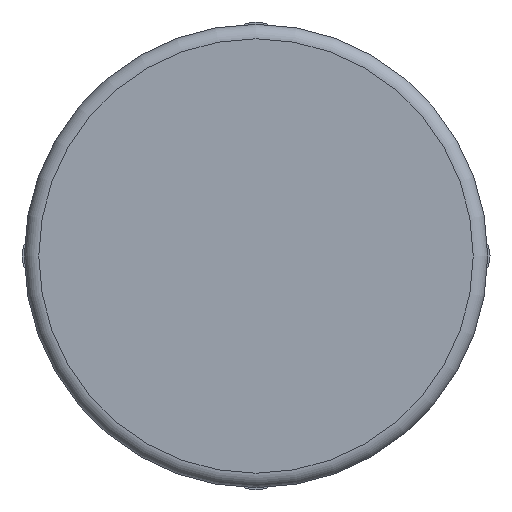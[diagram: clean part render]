
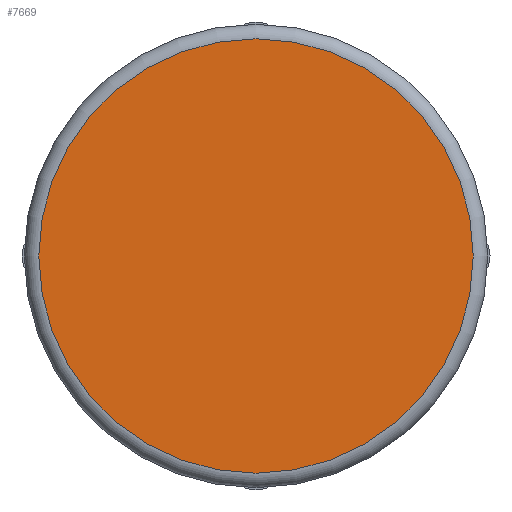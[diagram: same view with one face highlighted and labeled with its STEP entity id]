
A CAD part, left-side view. The second image highlights one B-rep face of the part: STEP entity #7669.
In plain terms, the highlighted planar face has unit normal (-1, 0, 0).
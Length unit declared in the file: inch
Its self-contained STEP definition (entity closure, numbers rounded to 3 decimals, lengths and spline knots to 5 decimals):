
#695=PLANE('',#8294);
#945=FACE_OUTER_BOUND('',#1371,.T.);
#1371=EDGE_LOOP('',(#5470));
#3313=CIRCLE('',#8292,0.9375);
#3637=VERTEX_POINT('',#11363);
#4356=EDGE_CURVE('',#3637,#3637,#3313,.T.);
#5470=ORIENTED_EDGE('',*,*,#4356,.F.);
#7669=ADVANCED_FACE('',(#945),#695,.T.);
#8292=AXIS2_PLACEMENT_3D('',#11365,#9088,#9089);
#8294=AXIS2_PLACEMENT_3D('',#11368,#9093,#9094);
#9088=DIRECTION('center_axis',(1.,0.,0.));
#9089=DIRECTION('ref_axis',(0.,-1.,0.));
#9093=DIRECTION('center_axis',(-1.,0.,0.));
#9094=DIRECTION('ref_axis',(0.,0.,1.));
#11363=CARTESIAN_POINT('',(0.,0.,0.9375));
#11365=CARTESIAN_POINT('Origin',(0.,0.,
0.));
#11368=CARTESIAN_POINT('Origin',(0.,0.5,0.));
